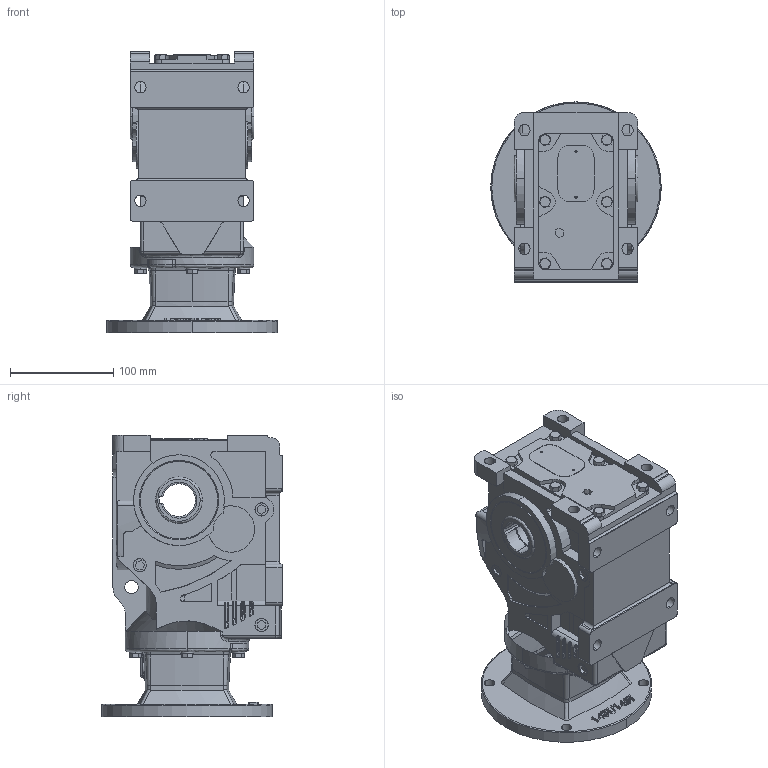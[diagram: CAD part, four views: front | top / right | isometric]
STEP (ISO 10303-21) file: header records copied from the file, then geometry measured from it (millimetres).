
FILE_DESCRIPTION (( 'STEP AP214' ), '1' );
FILE_NAME ('HBR-37-025-B.step', '2019-04-01T14:33:07', ( '' ), ( '' ), 'SwSTEP 2.0', 'SolidWorks 2018', '' );
FILE_SCHEMA (( 'AUTOMOTIVE_DESIGN' ));
Length unit declared in the file: inch
Products named in the file (1): HBR-37-025-B
Bounding box: 165.1 x 174.75 x 273 mm (x, y, z)
Volume: 3455443.5 mm3; surface area: 255219.5 mm2
Topology: 1 solids, 1 shells, 1103 faces, 2914 edges, 1873 vertices
Faces by surface type: plane 542, cylinder 292, bspline 153, cone 116
Entity records: 45000 total; most frequent: CARTESIAN_POINT 18637, ORIENTED_EDGE 5772, DIRECTION 5035, EDGE_CURVE 2886, VERTEX_POINT 1873, AXIS2_PLACEMENT_3D 1710, LINE 1615, VECTOR 1615
